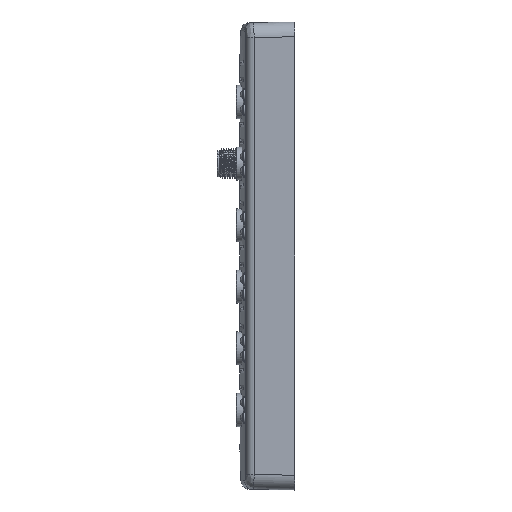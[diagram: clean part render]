
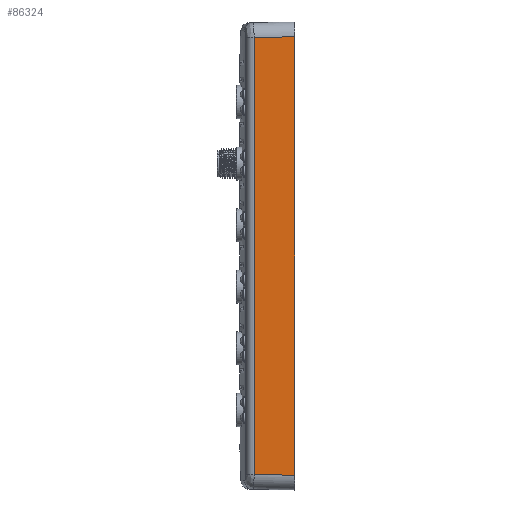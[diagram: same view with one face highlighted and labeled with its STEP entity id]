
A CAD part, left-side view. The second image highlights one B-rep face of the part: STEP entity #86324.
In plain terms, the highlighted planar face has unit normal (-1, 0.018, 0).
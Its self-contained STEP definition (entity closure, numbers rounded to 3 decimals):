
#1=CARTESIAN_POINT('',(-30.5,0.,-89.001));
#15=DIRECTION('',(0.,0.,1.));
#16=VECTOR('',#15,178.002);
#17=CARTESIAN_POINT('',(-30.5,0.,-89.001));
#18=LINE('',#17,#16);
#197=CARTESIAN_POINT('',(-30.21,16.605,-88.711));
#6992=DIRECTION('',(0.,0.,1.));
#6993=VECTOR('',#6992,177.422);
#6994=CARTESIAN_POINT('',(-30.21,16.605,
-88.711));
#6995=LINE('',#6994,#6993);
#6996=DIRECTION('',(-0.017,-1.,0.017));
#6997=VECTOR('',#6996,16.611);
#6998=CARTESIAN_POINT('',(-30.21,16.605,88.711));
#6999=LINE('',#6998,#6997);
#7000=DIRECTION('',(0.017,1.,0.017));
#7001=VECTOR('',#7000,16.611);
#7002=CARTESIAN_POINT('',(-30.5,0.,-89.001));
#7003=LINE('',#7002,#7001);
#76662=VERTEX_POINT('',#1);
#76666=CARTESIAN_POINT('',(-30.5,0.,89.001));
#76667=VERTEX_POINT('',#76666);
#76691=VERTEX_POINT('',#197);
#76694=CARTESIAN_POINT('',(-30.21,16.605,
88.711));
#76695=VERTEX_POINT('',#76694);
#86312=CARTESIAN_POINT('',(-30.5,0.,-97.41));
#86313=DIRECTION('',(-1.,0.017,0.));
#86314=DIRECTION('',(0.,0.,-1.));
#86315=AXIS2_PLACEMENT_3D('',#86312,#86313,#86314);
#86316=PLANE('',#86315);
#86318=ORIENTED_EDGE('',*,*,#86317,.T.);
#86319=ORIENTED_EDGE('',*,*,#86307,.T.);
#86320=ORIENTED_EDGE('',*,*,#83782,.F.);
#86321=ORIENTED_EDGE('',*,*,#83876,.T.);
#86322=EDGE_LOOP('',(#86318,#86319,#86320,#86321));
#86323=FACE_OUTER_BOUND('',#86322,.F.);
#86324=ADVANCED_FACE('',(#86323),#86316,.T.);
#83782=EDGE_CURVE('',#76662,#76667,#18,.T.);
#83876=EDGE_CURVE('',#76662,#76691,#7003,.T.);
#86307=EDGE_CURVE('',#76695,#76667,#6999,.T.);
#86317=EDGE_CURVE('',#76691,#76695,#6995,.T.);
